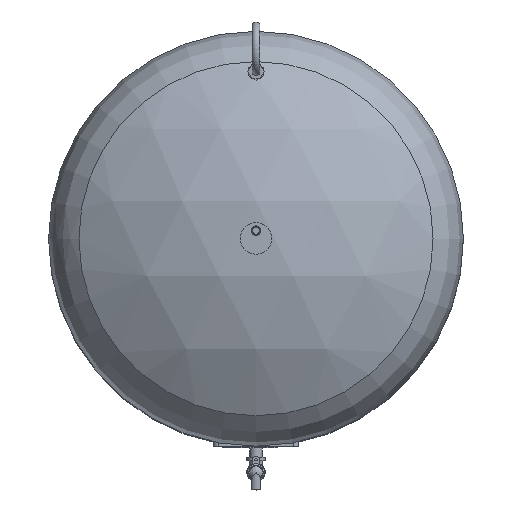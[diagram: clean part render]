
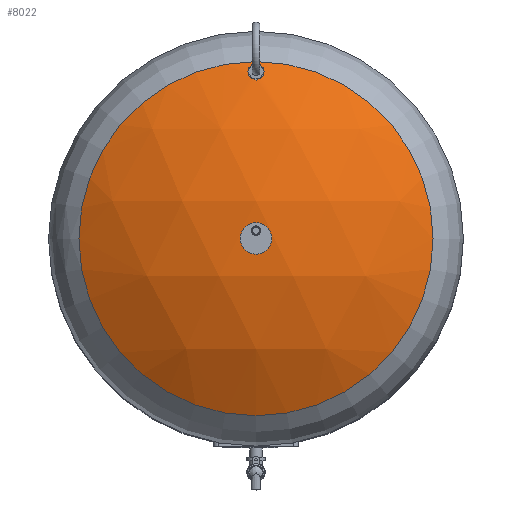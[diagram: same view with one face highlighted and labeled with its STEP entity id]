
A CAD part, top view. The second image highlights one B-rep face of the part: STEP entity #8022.
In plain terms, the highlighted spherical face has radius 509 mm.
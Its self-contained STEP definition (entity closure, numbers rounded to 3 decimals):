
#24=SPHERICAL_SURFACE($,#8861,509.);
#38=B_SPLINE_CURVE_WITH_KNOTS($,3,(#13191,#13192,#13193,#13194,#13195,#13196,
#13197,#13198,#13199,#13200,#13201,#13202,#13203,#13204,#13205,#13206,#13207,
#13208,#13209,#13210,#13211,#13212,#13213,#13214,#13215,#13216,#13217,#13218,
#13219,#13220,#13221,#13222,#13223,#13224,#13225,#13226,#13227,#13228,#13229,
#13230,#13231,#13232,#13233,#13234,#13235,#13236,#13237,#13238,#13239,#13240,
#13241,#13242,#13243,#13244,#13245,#13246,#13247,#13248,#13249,#13250,#13251,
#13252,#13253,#13254,#13255,#13256),.UNSPECIFIED.,.T.,.F.,(4,2,2,2,2,2,
2,2,2,2,2,2,2,2,2,2,2,2,2,2,2,2,2,2,2,2,2,2,2,2,2,2,4),(0.,2.334,
4.668,7.002,9.336,11.328,13.32,
15.312,17.304,19.296,21.289,23.281,
25.273,27.607,29.941,32.275,34.608,
36.949,39.289,41.63,43.97,45.963,
47.956,49.949,51.942,53.935,55.928,
57.921,59.914,62.255,64.595,66.935,
69.276),.UNSPECIFIED.);
#363=FACE_BOUND($,#1689,.T.);
#638=CIRCLE($,#8862,270.639);
#1098=FACE_OUTER_BOUND($,#1688,.T.);
#1688=EDGE_LOOP($,(#6456));
#1689=EDGE_LOOP($,(#6457));
#3804=VERTEX_POINT($,#13190);
#3805=VERTEX_POINT($,#13259);
#4745=EDGE_CURVE($,#3804,#3804,#38,.T.);
#4746=EDGE_CURVE($,#3805,#3805,#638,.T.);
#6456=ORIENTED_EDGE($,*,*,#4746,.F.);
#6457=ORIENTED_EDGE($,*,*,#4745,.T.);
#8022=ADVANCED_FACE($,(#1098,#363),#24,.T.);
#8861=AXIS2_PLACEMENT_3D($,#13258,#10676,#10677);
#8862=AXIS2_PLACEMENT_3D($,#13260,#10678,#10679);
#10676=DIRECTION('center_axis',(0.,1.,0.));
#10677=DIRECTION('ref_axis',(1.,0.,0.));
#10678=DIRECTION('center_axis',(0.,0.,
-1.));
#10679=DIRECTION('ref_axis',(-1.,0.,0.));
#13190=CARTESIAN_POINT('',(10.65,255.,1161.389));
#13191=CARTESIAN_POINT('Ctrl Pts',(10.65,255.,1161.389));
#13192=CARTESIAN_POINT('Ctrl Pts',(10.65,254.327,1161.779));
#13193=CARTESIAN_POINT('Ctrl Pts',(10.585,253.627,1162.183));
#13194=CARTESIAN_POINT('Ctrl Pts',(10.308,252.229,1162.991));
#13195=CARTESIAN_POINT('Ctrl Pts',(10.095,251.53,1163.394));
#13196=CARTESIAN_POINT('Ctrl Pts',(9.525,250.18,1164.171));
#13197=CARTESIAN_POINT('Ctrl Pts',(9.167,249.529,1164.546));
#13198=CARTESIAN_POINT('Ctrl Pts',(8.326,248.319,1165.241));
#13199=CARTESIAN_POINT('Ctrl Pts',(7.843,247.759,1165.562));
#13200=CARTESIAN_POINT('Ctrl Pts',(6.868,246.837,1166.091));
#13201=CARTESIAN_POINT('Ctrl Pts',(6.359,246.431,1166.323));
#13202=CARTESIAN_POINT('Ctrl Pts',(5.244,245.707,1166.738));
#13203=CARTESIAN_POINT('Ctrl Pts',(4.638,245.388,1166.92));
#13204=CARTESIAN_POINT('Ctrl Pts',(3.366,244.872,1167.215));
#13205=CARTESIAN_POINT('Ctrl Pts',(2.698,244.674,1167.328));
#13206=CARTESIAN_POINT('Ctrl Pts',(1.347,244.413,1167.477));
#13207=CARTESIAN_POINT('Ctrl Pts',(0.664,244.35,1167.513));
#13208=CARTESIAN_POINT('Ctrl Pts',(-0.664,244.35,1167.513));
#13209=CARTESIAN_POINT('Ctrl Pts',(-1.347,244.413,1167.477));
#13210=CARTESIAN_POINT('Ctrl Pts',(-2.698,244.674,1167.328));
#13211=CARTESIAN_POINT('Ctrl Pts',(-3.366,244.872,1167.215));
#13212=CARTESIAN_POINT('Ctrl Pts',(-4.638,245.388,1166.92));
#13213=CARTESIAN_POINT('Ctrl Pts',(-5.244,245.707,1166.738));
#13214=CARTESIAN_POINT('Ctrl Pts',(-6.359,246.431,1166.323));
#13215=CARTESIAN_POINT('Ctrl Pts',(-6.868,246.837,1166.091));
#13216=CARTESIAN_POINT('Ctrl Pts',(-7.843,247.759,1165.562));
#13217=CARTESIAN_POINT('Ctrl Pts',(-8.326,248.319,1165.241));
#13218=CARTESIAN_POINT('Ctrl Pts',(-9.167,249.529,1164.546));
#13219=CARTESIAN_POINT('Ctrl Pts',(-9.525,250.18,1164.171));
#13220=CARTESIAN_POINT('Ctrl Pts',(-10.095,251.53,1163.394));
#13221=CARTESIAN_POINT('Ctrl Pts',(-10.308,252.229,1162.991));
#13222=CARTESIAN_POINT('Ctrl Pts',(-10.585,253.627,1162.183));
#13223=CARTESIAN_POINT('Ctrl Pts',(-10.65,254.327,1161.779));
#13224=CARTESIAN_POINT('Ctrl Pts',(-10.65,255.675,1160.998));
#13225=CARTESIAN_POINT('Ctrl Pts',(-10.585,256.376,1160.592));
#13226=CARTESIAN_POINT('Ctrl Pts',(-10.307,257.776,1159.779));
#13227=CARTESIAN_POINT('Ctrl Pts',(-10.093,258.476,1159.372));
#13228=CARTESIAN_POINT('Ctrl Pts',(-9.522,259.826,1158.586));
#13229=CARTESIAN_POINT('Ctrl Pts',(-9.164,260.477,1158.207));
#13230=CARTESIAN_POINT('Ctrl Pts',(-8.322,261.687,1157.5));
#13231=CARTESIAN_POINT('Ctrl Pts',(-7.838,262.247,1157.173));
#13232=CARTESIAN_POINT('Ctrl Pts',(-6.863,263.167,1156.635));
#13233=CARTESIAN_POINT('Ctrl Pts',(-6.355,263.572,1156.398));
#13234=CARTESIAN_POINT('Ctrl Pts',(-5.242,264.294,1155.974));
#13235=CARTESIAN_POINT('Ctrl Pts',(-4.637,264.612,1155.788));
#13236=CARTESIAN_POINT('Ctrl Pts',(-3.365,265.128,1155.485));
#13237=CARTESIAN_POINT('Ctrl Pts',(-2.698,265.326,1155.369));
#13238=CARTESIAN_POINT('Ctrl Pts',(-1.347,265.587,1155.216));
#13239=CARTESIAN_POINT('Ctrl Pts',(-0.664,265.65,1155.179));
#13240=CARTESIAN_POINT('Ctrl Pts',(0.664,265.65,1155.179));
#13241=CARTESIAN_POINT('Ctrl Pts',(1.347,265.587,1155.216));
#13242=CARTESIAN_POINT('Ctrl Pts',(2.698,265.326,1155.369));
#13243=CARTESIAN_POINT('Ctrl Pts',(3.365,265.128,1155.485));
#13244=CARTESIAN_POINT('Ctrl Pts',(4.637,264.612,1155.788));
#13245=CARTESIAN_POINT('Ctrl Pts',(5.242,264.294,1155.974));
#13246=CARTESIAN_POINT('Ctrl Pts',(6.355,263.572,1156.398));
#13247=CARTESIAN_POINT('Ctrl Pts',(6.863,263.167,1156.635));
#13248=CARTESIAN_POINT('Ctrl Pts',(7.838,262.247,1157.173));
#13249=CARTESIAN_POINT('Ctrl Pts',(8.322,261.687,1157.5));
#13250=CARTESIAN_POINT('Ctrl Pts',(9.164,260.477,1158.207));
#13251=CARTESIAN_POINT('Ctrl Pts',(9.522,259.826,1158.586));
#13252=CARTESIAN_POINT('Ctrl Pts',(10.093,258.476,1159.372));
#13253=CARTESIAN_POINT('Ctrl Pts',(10.307,257.776,1159.779));
#13254=CARTESIAN_POINT('Ctrl Pts',(10.585,256.376,1160.592));
#13255=CARTESIAN_POINT('Ctrl Pts',(10.65,255.675,1160.998));
#13256=CARTESIAN_POINT('Ctrl Pts',(10.65,255.,1161.389));
#13258=CARTESIAN_POINT('Origin',(0.,0.,
721.));
#13259=CARTESIAN_POINT('',(-270.639,0.,1152.086));
#13260=CARTESIAN_POINT('Origin',(0.,0.,
1152.086));
